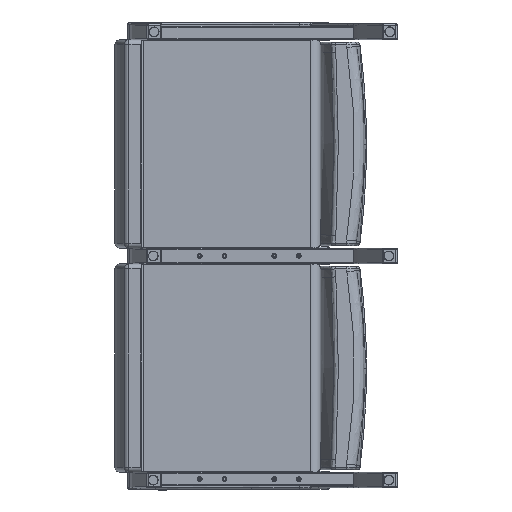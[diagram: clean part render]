
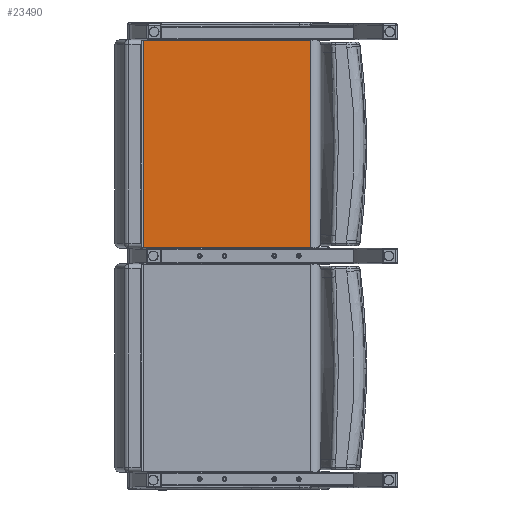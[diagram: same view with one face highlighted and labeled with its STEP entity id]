
A CAD part, front view. The second image highlights one B-rep face of the part: STEP entity #23490.
In plain terms, the highlighted face is planar.
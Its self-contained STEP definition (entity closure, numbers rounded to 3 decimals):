
#2805=PLANE('',#25732);
#3895=LINE('',#57329,#5401);
#3911=LINE('',#57463,#5417);
#3917=LINE('',#57550,#5423);
#3918=LINE('',#57552,#5424);
#5401=VECTOR('',#30212,0.394);
#5417=VECTOR('',#30288,0.394);
#5423=VECTOR('',#30350,0.394);
#5424=VECTOR('',#30353,0.394);
#7305=FACE_OUTER_BOUND('',#8918,.T.);
#8918=EDGE_LOOP('',(#19119,#19120,#19121,#19122));
#11981=VERTEX_POINT('',#57317);
#11982=VERTEX_POINT('',#57328);
#12006=VERTEX_POINT('',#57451);
#12007=VERTEX_POINT('',#57462);
#14487=EDGE_CURVE('',#11981,#11982,#3895,.T.);
#14526=EDGE_CURVE('',#12006,#12007,#3911,.T.);
#14551=EDGE_CURVE('',#12006,#11982,#3917,.T.);
#14552=EDGE_CURVE('',#12007,#11981,#3918,.T.);
#19119=ORIENTED_EDGE('',*,*,#14487,.F.);
#19120=ORIENTED_EDGE('',*,*,#14552,.F.);
#19121=ORIENTED_EDGE('',*,*,#14526,.F.);
#19122=ORIENTED_EDGE('',*,*,#14551,.T.);
#23490=ADVANCED_FACE('',(#7305),#2805,.T.);
#25732=AXIS2_PLACEMENT_3D('',#57551,#30351,#30352);
#30212=DIRECTION('',(1.,0.,0.));
#30288=DIRECTION('',(-1.,0.,0.));
#30350=DIRECTION('',(0.,0.,1.));
#30351=DIRECTION('center_axis',(0.,-1.,0.));
#30352=DIRECTION('ref_axis',(1.,0.,0.));
#30353=DIRECTION('',(0.,0.,1.));
#57317=CARTESIAN_POINT('',(-12.083,0.797,20.966));
#57328=CARTESIAN_POINT('',(4.791,0.797,20.966));
#57329=CARTESIAN_POINT('',(-9.146,0.797,20.966));
#57451=CARTESIAN_POINT('',(4.791,0.797,0.034));
#57462=CARTESIAN_POINT('',(-12.083,0.797,0.034));
#57463=CARTESIAN_POINT('',(-9.146,0.797,0.034));
#57550=CARTESIAN_POINT('',(4.791,0.797,0.));
#57551=CARTESIAN_POINT('Origin',(-12.083,0.797,0.));
#57552=CARTESIAN_POINT('',(-12.083,0.797,0.));
